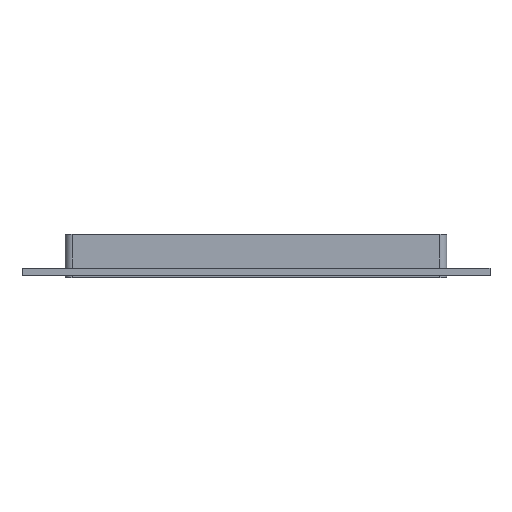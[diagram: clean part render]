
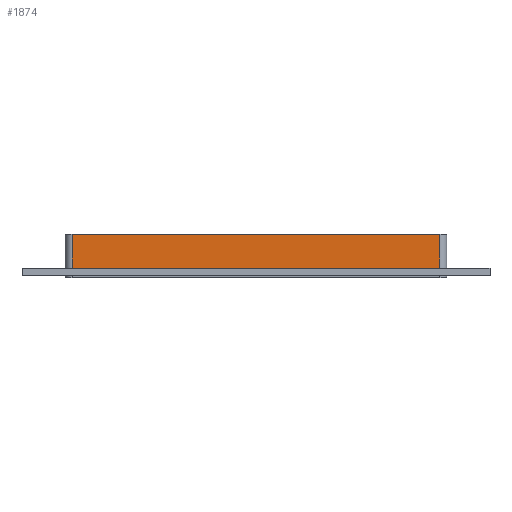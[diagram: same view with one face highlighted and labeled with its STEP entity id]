
A CAD part, front view. The second image highlights one B-rep face of the part: STEP entity #1874.
In plain terms, the highlighted planar face has unit normal (0, -1, 0).
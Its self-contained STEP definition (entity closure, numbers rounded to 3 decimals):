
#966=CARTESIAN_POINT('',(256.,-269.25,-17.0));
#967=VERTEX_POINT('',#966);
#975=CARTESIAN_POINT('',(-256.,-269.25,-17.0));
#976=VERTEX_POINT('',#975);
#977=CARTESIAN_POINT('',(-256.,-269.25,-17.0));
#978=DIRECTION('',(1.0,0.0,0.0));
#979=VECTOR('',#978,512.);
#980=LINE('',#977,#979);
#981=EDGE_CURVE('',#976,#967,#980,.T.);
#1218=CARTESIAN_POINT('',(256.,-269.25,30.0));
#1219=VERTEX_POINT('',#1218);
#1227=CARTESIAN_POINT('',(256.,-269.25,30.0));
#1228=DIRECTION('',(0.0,0.0,-1.0));
#1229=VECTOR('',#1228,47.0);
#1230=LINE('',#1227,#1229);
#1231=EDGE_CURVE('',#1219,#967,#1230,.T.);
#1851=CARTESIAN_POINT('',(-266.,-269.25,0.0));
#1852=DIRECTION('',(0.0,-1.0,0.0));
#1853=DIRECTION('',(1.0,0.0,0.0));
#1854=AXIS2_PLACEMENT_3D('',#1851,#1852,#1853);
#1855=PLANE('',#1854);
#1856=ORIENTED_EDGE('',*,*,#981,.T.);
#1857=ORIENTED_EDGE('',*,*,#1231,.F.);
#1858=CARTESIAN_POINT('',(-256.,-269.25,30.0));
#1859=VERTEX_POINT('',#1858);
#1860=CARTESIAN_POINT('',(-256.,-269.25,30.0));
#1861=DIRECTION('',(1.0,0.0,0.0));
#1862=VECTOR('',#1861,512.);
#1863=LINE('',#1860,#1862);
#1864=EDGE_CURVE('',#1859,#1219,#1863,.T.);
#1865=ORIENTED_EDGE('',*,*,#1864,.F.);
#1866=CARTESIAN_POINT('',(-256.,-269.25,-17.0));
#1867=DIRECTION('',(0.0,0.0,1.0));
#1868=VECTOR('',#1867,47.0);
#1869=LINE('',#1866,#1868);
#1870=EDGE_CURVE('',#976,#1859,#1869,.T.);
#1871=ORIENTED_EDGE('',*,*,#1870,.F.);
#1872=EDGE_LOOP('',(#1856,#1857,#1865,#1871));
#1873=FACE_OUTER_BOUND('',#1872,.T.);
#1874=ADVANCED_FACE('',(#1873),#1855,.T.);
